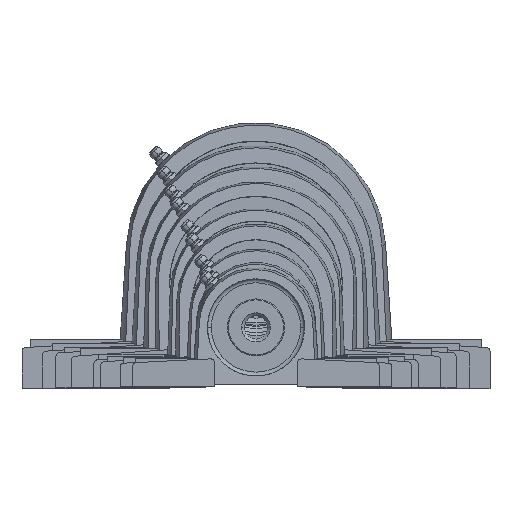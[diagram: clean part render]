
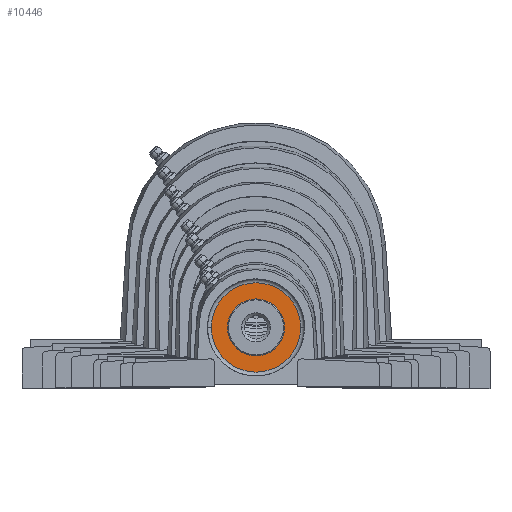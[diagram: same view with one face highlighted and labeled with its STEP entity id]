
A CAD part, top view. The second image highlights one B-rep face of the part: STEP entity #10446.
In plain terms, the highlighted planar face has unit normal (0, 0, 1).
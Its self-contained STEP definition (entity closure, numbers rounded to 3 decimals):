
#1143 = VERTEX_POINT ( 'NONE', #46722 ) ;
#1727 = VERTEX_POINT ( 'NONE', #36743 ) ;
#2767 = CARTESIAN_POINT ( 'NONE',  ( 0., 0., 8.5 ) ) ;
#3962 = EDGE_CURVE ( 'E31', #1143, #1727, #40834, .T. ) ;
#6547 = DIRECTION ( 'NONE',  ( 1., 0., 0. ) ) ;
#7480 = DIRECTION ( 'NONE',  ( 0., 0., 1. ) ) ;
#9364 = CIRCLE ( 'NONE', #48817, 23. ) ;
#10446 = ADVANCED_FACE ( 'E29', ( #40521, #29211 ), #45341, .T. ) ;
#10644 = AXIS2_PLACEMENT_3D ( 'NONE', #26390, #7480, #34106 ) ;
#11720 = CIRCLE ( 'NONE', #43728, 14.65 ) ;
#13327 = CARTESIAN_POINT ( 'NONE',  ( 0., 0., 8.5 ) ) ;
#17145 = DIRECTION ( 'NONE',  ( -1., 0., 0. ) ) ;
#17682 = VERTEX_POINT ( 'NONE', #40171 ) ;
#19115 = CARTESIAN_POINT ( 'NONE',  ( 0., 0., 8.5 ) ) ;
#20054 = EDGE_CURVE ( 'E30', #17682, #30017, #48918, .T. ) ;
#22127 = DIRECTION ( 'NONE',  ( 0., 0., -1. ) ) ;
#22953 = DIRECTION ( 'NONE',  ( 1., 0., 0. ) ) ;
#23144 = ORIENTED_EDGE ( 'NONE', *, *, #32555, .F. ) ;
#24905 = ORIENTED_EDGE ( 'NONE', *, *, #20054, .F. ) ;
#25234 = CARTESIAN_POINT ( 'NONE',  ( 23., 0., 8.5 ) ) ;
#26390 = CARTESIAN_POINT ( 'NONE',  ( 0., 23., 8.5 ) ) ;
#26596 = ORIENTED_EDGE ( 'NONE', *, *, #3962, .T. ) ;
#27151 = AXIS2_PLACEMENT_3D ( 'NONE', #13327, #39970, #17145 ) ;
#29211 = FACE_BOUND ( 'NONE', #45013, .T. ) ;
#29338 = DIRECTION ( 'NONE',  ( 0., 0., -1. ) ) ;
#29721 = AXIS2_PLACEMENT_3D ( 'NONE', #19115, #45734, #22953 ) ;
#30017 = VERTEX_POINT ( 'NONE', #25234 ) ;
#32436 = EDGE_CURVE ( 'E31', #1727, #1143, #11720, .T. ) ;
#32555 = EDGE_CURVE ( 'E30', #30017, #17682, #9364, .T. ) ;
#34106 = DIRECTION ( 'NONE',  ( 1., 0., 0. ) ) ;
#36218 = EDGE_LOOP ( 'NONE', ( #24905, #23144 ) ) ;
#36743 = CARTESIAN_POINT ( 'NONE',  ( -14.65, 0., 8.5 ) ) ;
#39970 = DIRECTION ( 'NONE',  ( 0., 0., -1. ) ) ;
#40171 = CARTESIAN_POINT ( 'NONE',  ( -23., 0., 8.5 ) ) ;
#40521 = FACE_OUTER_BOUND ( 'NONE', #36218, .T. ) ;
#40834 = CIRCLE ( 'NONE', #29721, 14.65 ) ;
#42521 = ORIENTED_EDGE ( 'NONE', *, *, #32436, .T. ) ;
#43728 = AXIS2_PLACEMENT_3D ( 'NONE', #2767, #29338, #6547 ) ;
#44923 = CARTESIAN_POINT ( 'NONE',  ( 0., 0., 8.5 ) ) ;
#45013 = EDGE_LOOP ( 'NONE', ( #26596, #42521 ) ) ;
#45341 = PLANE ( 'NONE',  #10644 ) ;
#45734 = DIRECTION ( 'NONE',  ( 0., 0., -1. ) ) ;
#46722 = CARTESIAN_POINT ( 'NONE',  ( 14.65, 0., 8.5 ) ) ;
#48743 = DIRECTION ( 'NONE',  ( -1., 0., 0. ) ) ;
#48817 = AXIS2_PLACEMENT_3D ( 'NONE', #44923, #22127, #48743 ) ;
#48918 = CIRCLE ( 'NONE', #27151, 23. ) ;
